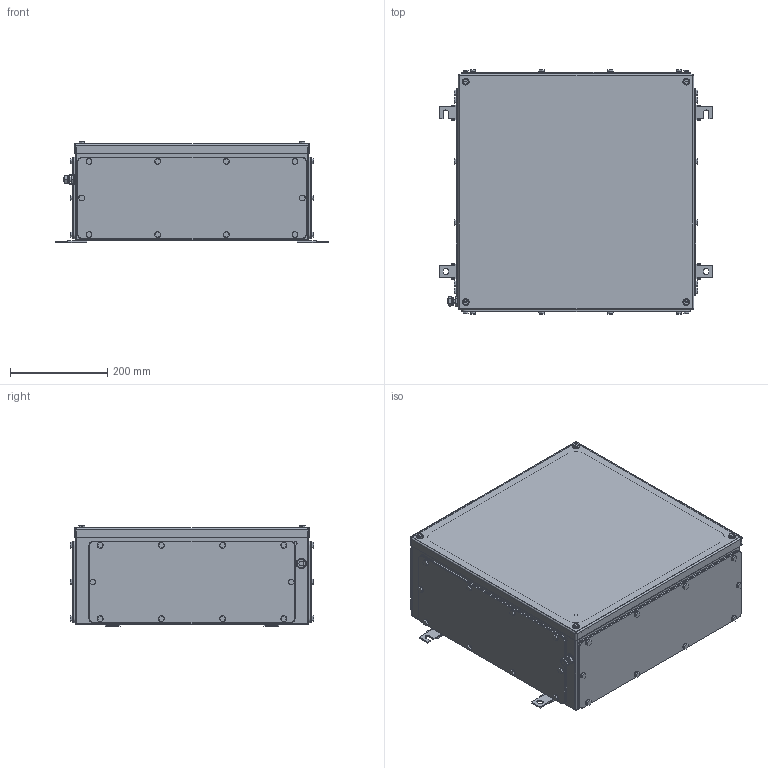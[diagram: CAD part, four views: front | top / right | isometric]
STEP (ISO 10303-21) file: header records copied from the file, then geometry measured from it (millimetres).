
FILE_DESCRIPTION(('CATIA V5 STEP Exchange','CAx-IF Rec.Pracs.--- Model Styling and Organization---1.4--- 2014-01-23'),'2;1');
FILE_NAME ('008668-4_2_1196290000_1196290000.stp','2019-09-25T07:41:56+00:00',('none'),('Weidmueller'),'CATIA Version 5-6 Release 2016 SP3 HF44','CATIA V5 STEP AP214','none');
FILE_SCHEMA(('AUTOMOTIVE_DESIGN { 1 0 10303 214 1 1 1 1 }'));
Products named in the file (1): Product7_AllCATPart
Bounding box: 561 x 502 x 208.5 mm (x, y, z)
Volume: 2319970.8 mm3; surface area: 2319543.9 mm2
Topology: 124 solids, 124 shells, 2648 faces, 6008 edges, 3732 vertices
Faces by surface type: cylinder 1174, plane 932, cone 496, torus 30, sphere 16
Entity records: 70843 total; most frequent: CARTESIAN_POINT 15594, ORIENTED_EDGE 11792, DIRECTION 9147, EDGE_CURVE 5896, AXIS2_PLACEMENT_3D 4274, VERTEX_POINT 3732, EDGE_LOOP 3192, VECTOR 3014
